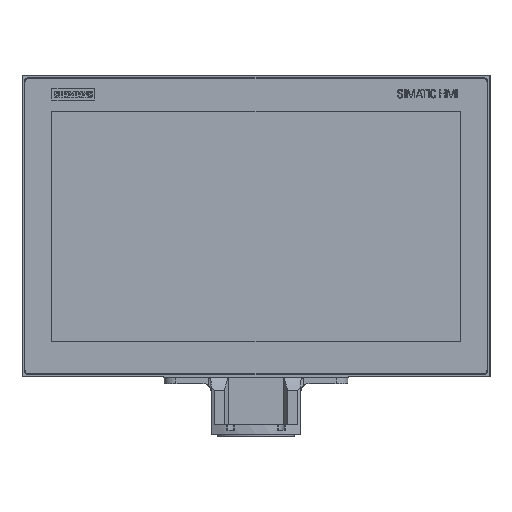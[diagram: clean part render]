
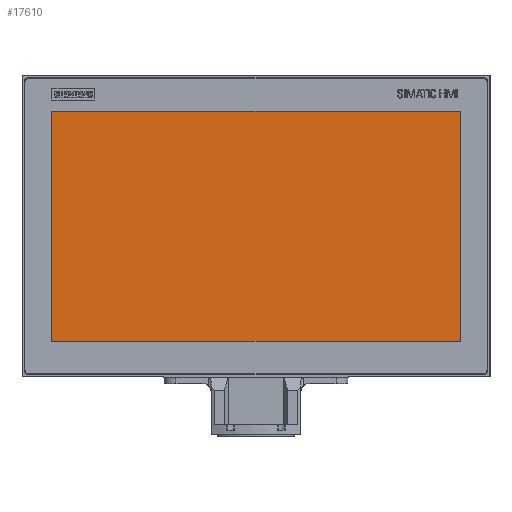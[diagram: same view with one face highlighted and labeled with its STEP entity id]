
A CAD part, top view. The second image highlights one B-rep face of the part: STEP entity #17610.
In plain terms, the highlighted planar face has unit normal (0, 0, 1).
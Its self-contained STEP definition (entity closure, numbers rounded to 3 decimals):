
#15271=PLANE('',#70888);
#17610=ADVANCED_FACE('',(#20805),#15271,.T.);
#20805=FACE_OUTER_BOUND('',#23902,.T.);
#23902=EDGE_LOOP('',(#36706,#36707,#36708,#36709));
#36706=ORIENTED_EDGE('',*,*,#54162,.F.);
#36707=ORIENTED_EDGE('',*,*,#54165,.F.);
#36708=ORIENTED_EDGE('',*,*,#54167,.F.);
#36709=ORIENTED_EDGE('',*,*,#54168,.F.);
#48008=VERTEX_POINT('',#96813);
#48009=VERTEX_POINT('',#96815);
#48010=VERTEX_POINT('',#96819);
#48011=VERTEX_POINT('',#96823);
#54162=EDGE_CURVE('',#48008,#48009,#60482,.T.);
#54165=EDGE_CURVE('',#48010,#48008,#60485,.T.);
#54167=EDGE_CURVE('',#48011,#48010,#60487,.T.);
#54168=EDGE_CURVE('',#48009,#48011,#60488,.T.);
#60482=LINE('',#96814,#64606);
#60485=LINE('',#96820,#64609);
#60487=LINE('',#96824,#64611);
#60488=LINE('',#96826,#64612);
#64606=VECTOR('',#77086,1.);
#64609=VECTOR('',#77091,1.);
#64611=VECTOR('',#77095,1.);
#64612=VECTOR('',#77098,1.);
#70888=AXIS2_PLACEMENT_3D('',#96828,#77101,#77102);
#77086=DIRECTION('',(0.,1.,0.));
#77091=DIRECTION('',(-1.,0.,0.));
#77095=DIRECTION('',(0.,-1.,0.));
#77098=DIRECTION('',(1.,0.,0.));
#77101=DIRECTION('',(0.,0.,1.));
#77102=DIRECTION('',(1.,0.,0.));
#96813=CARTESIAN_POINT('',(-357.992,-471.486,-12.56));
#96814=CARTESIAN_POINT('',(-357.992,-276.486,-12.56));
#96815=CARTESIAN_POINT('',(-357.992,-276.486,-12.56));
#96819=CARTESIAN_POINT('',(-11.992,-471.486,-12.56));
#96820=CARTESIAN_POINT('',(-357.992,-471.486,-12.56));
#96823=CARTESIAN_POINT('',(-11.992,-276.486,-12.56));
#96824=CARTESIAN_POINT('',(-11.992,-471.486,-12.56));
#96826=CARTESIAN_POINT('',(-11.992,-276.486,-12.56));
#96828=CARTESIAN_POINT('',(0.,0.,-12.56));
